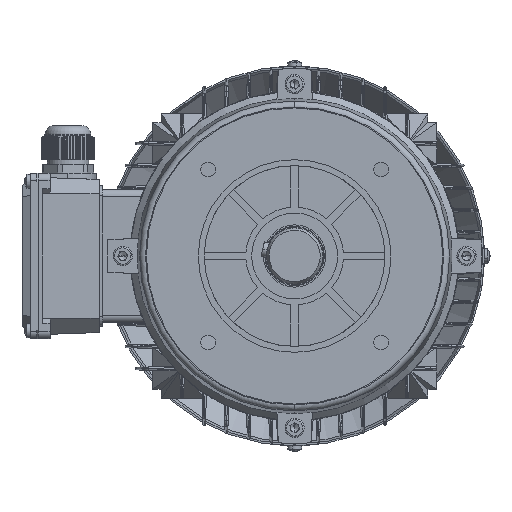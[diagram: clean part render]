
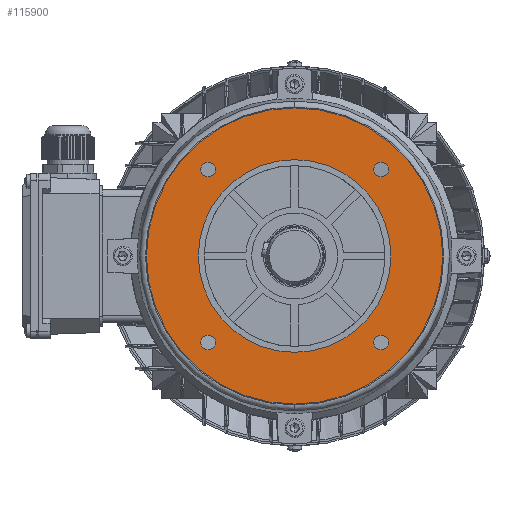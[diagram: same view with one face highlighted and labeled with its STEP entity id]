
A CAD part, left-side view. The second image highlights one B-rep face of the part: STEP entity #115900.
In plain terms, the highlighted face is planar.
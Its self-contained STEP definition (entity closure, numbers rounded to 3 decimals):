
#51467 = CARTESIAN_POINT ( 'NONE',  ( 53.336, 58.336, 27.689 ) ) ;
#56785 = CARTESIAN_POINT ( 'NONE',  ( -63.336, 58.336, 27.689 ) ) ;
#56840 = CARTESIAN_POINT ( 'NONE',  ( -53.336, 58.336, 27.689 ) ) ;
#56841 = DIRECTION ( 'NONE',  ( 1., 0., 0. ) ) ;
#56842 = DIRECTION ( 'NONE',  ( 0., 0., 1. ) ) ;
#56843 = CARTESIAN_POINT ( 'NONE',  ( -58.336, 58.336, 27.689 ) ) ;
#56844 = AXIS2_PLACEMENT_3D ( 'NONE', #56843, #56842, #56841 ) ;
#56845 = CIRCLE ( 'NONE', #56844, 5. ) ;
#56881 = CARTESIAN_POINT ( 'NONE',  ( -63.336, -58.336, 27.689 ) ) ;
#56936 = CARTESIAN_POINT ( 'NONE',  ( -53.336, -58.336, 27.689 ) ) ;
#56937 = DIRECTION ( 'NONE',  ( 1., 0., 0. ) ) ;
#56938 = DIRECTION ( 'NONE',  ( 0., 0., 1. ) ) ;
#56939 = CARTESIAN_POINT ( 'NONE',  ( -58.336, -58.336, 27.689 ) ) ;
#56940 = AXIS2_PLACEMENT_3D ( 'NONE', #56939, #56938, #56937 ) ;
#56941 = CIRCLE ( 'NONE', #56940, 5. ) ;
#56956 = CARTESIAN_POINT ( 'NONE',  ( 63.336, 58.336, 27.689 ) ) ;
#56970 = CARTESIAN_POINT ( 'NONE',  ( 53.336, -58.336, 27.689 ) ) ;
#56973 = CARTESIAN_POINT ( 'NONE',  ( 63.336, -58.336, 27.689 ) ) ;
#56974 = DIRECTION ( 'NONE',  ( 1., 0., 0. ) ) ;
#56975 = DIRECTION ( 'NONE',  ( 0., 0., 1. ) ) ;
#56976 = AXIS2_PLACEMENT_3D ( 'NONE', #56981, #56975, #56974 ) ;
#56977 = CIRCLE ( 'NONE', #56976, 5. ) ;
#56981 = CARTESIAN_POINT ( 'NONE',  ( 58.336, -58.336, 27.689 ) ) ;
#57081 = DIRECTION ( 'NONE',  ( 1., 0., 0. ) ) ;
#57082 = DIRECTION ( 'NONE',  ( 0., 0., 1. ) ) ;
#57083 = CARTESIAN_POINT ( 'NONE',  ( 58.336, 58.336, 27.689 ) ) ;
#57084 = AXIS2_PLACEMENT_3D ( 'NONE', #57083, #57082, #57081 ) ;
#57085 = CIRCLE ( 'NONE', #57084, 5. ) ;
#57238 = CARTESIAN_POINT ( 'NONE',  ( -65., 0., 27.689 ) ) ;
#57244 = DIRECTION ( 'NONE',  ( -1., 0., 0. ) ) ;
#57245 = DIRECTION ( 'NONE',  ( 0., 0., -1. ) ) ;
#57246 = CARTESIAN_POINT ( 'NONE',  ( 0., 0., 27.689 ) ) ;
#57247 = AXIS2_PLACEMENT_3D ( 'NONE', #57246, #57245, #57244 ) ;
#57248 = CIRCLE ( 'NONE', #57247, 65. ) ;
#57249 = CARTESIAN_POINT ( 'NONE',  ( 65., 0., 27.689 ) ) ;
#57280 = CARTESIAN_POINT ( 'NONE',  ( -100., 0., 27.689 ) ) ;
#57281 = DIRECTION ( 'NONE',  ( -1., 0., 0. ) ) ;
#57282 = DIRECTION ( 'NONE',  ( 0., 0., -1. ) ) ;
#57283 = AXIS2_PLACEMENT_3D ( 'NONE', #57288, #57282, #57281 ) ;
#57284 = CIRCLE ( 'NONE', #57283, 100. ) ;
#57288 = CARTESIAN_POINT ( 'NONE',  ( 0., 0., 27.689 ) ) ;
#57305 = CARTESIAN_POINT ( 'NONE',  ( 100., 0., 27.689 ) ) ;
#61857 = DIRECTION ( 'NONE',  ( -1., 0., 0. ) ) ;
#61858 = DIRECTION ( 'NONE',  ( 0., 0., -1. ) ) ;
#61859 = AXIS2_PLACEMENT_3D ( 'NONE', #61865, #61858, #61857 ) ;
#61860 = CIRCLE ( 'NONE', #61859, 100. ) ;
#61865 = CARTESIAN_POINT ( 'NONE',  ( 0., 0., 27.689 ) ) ;
#61876 = DIRECTION ( 'NONE',  ( 1., 0., 0. ) ) ;
#61877 = DIRECTION ( 'NONE',  ( 0., 0., 1. ) ) ;
#61878 = CARTESIAN_POINT ( 'NONE',  ( -58.336, -58.336, 27.689 ) ) ;
#61879 = AXIS2_PLACEMENT_3D ( 'NONE', #61878, #61877, #61876 ) ;
#61880 = CIRCLE ( 'NONE', #61879, 5. ) ;
#61901 = DIRECTION ( 'NONE',  ( 1., 0., 0. ) ) ;
#61902 = DIRECTION ( 'NONE',  ( 0., 0., 1. ) ) ;
#61903 = CARTESIAN_POINT ( 'NONE',  ( 58.336, -58.336, 27.689 ) ) ;
#61904 = AXIS2_PLACEMENT_3D ( 'NONE', #61903, #61902, #61901 ) ;
#61905 = CIRCLE ( 'NONE', #61904, 5. ) ;
#61953 = DIRECTION ( 'NONE',  ( 1., 0., 0. ) ) ;
#61954 = DIRECTION ( 'NONE',  ( 0., 0., 1. ) ) ;
#61955 = AXIS2_PLACEMENT_3D ( 'NONE', #61957, #61954, #61953 ) ;
#61957 = CARTESIAN_POINT ( 'NONE',  ( -100., 0., 27.689 ) ) ;
#61958 = PLANE ( 'NONE',  #61955 ) ;
#61959 = FACE_OUTER_BOUND ( 'NONE', #115859, .T. ) ;
#61960 = FACE_BOUND ( 'NONE', #115978, .T. ) ;
#61961 = FACE_BOUND ( 'NONE', #115831, .T. ) ;
#61962 = FACE_BOUND ( 'NONE', #115816, .T. ) ;
#61963 = FACE_BOUND ( 'NONE', #115788, .T. ) ;
#61967 = FACE_BOUND ( 'NONE', #115907, .T. ) ;
#61992 = DIRECTION ( 'NONE',  ( 1., 0., 0. ) ) ;
#61993 = DIRECTION ( 'NONE',  ( 0., 0., 1. ) ) ;
#61994 = CARTESIAN_POINT ( 'NONE',  ( -58.336, 58.336, 27.689 ) ) ;
#61995 = AXIS2_PLACEMENT_3D ( 'NONE', #61994, #61993, #61992 ) ;
#61996 = CIRCLE ( 'NONE', #61995, 5. ) ;
#62047 = DIRECTION ( 'NONE',  ( 1., 0., 0. ) ) ;
#62048 = DIRECTION ( 'NONE',  ( 0., 0., 1. ) ) ;
#62049 = AXIS2_PLACEMENT_3D ( 'NONE', #62056, #62048, #62047 ) ;
#62050 = CIRCLE ( 'NONE', #62049, 5. ) ;
#62056 = CARTESIAN_POINT ( 'NONE',  ( 58.336, 58.336, 27.689 ) ) ;
#62081 = DIRECTION ( 'NONE',  ( -1., 0., 0. ) ) ;
#62082 = DIRECTION ( 'NONE',  ( 0., 0., -1. ) ) ;
#62083 = AXIS2_PLACEMENT_3D ( 'NONE', #62092, #62082, #62081 ) ;
#62084 = CIRCLE ( 'NONE', #62083, 65. ) ;
#62092 = CARTESIAN_POINT ( 'NONE',  ( 0., 0., 27.689 ) ) ;
#106242 = VERTEX_POINT ( 'NONE', #51467 ) ;
#111004 = VERTEX_POINT ( 'NONE', #56785 ) ;
#111007 = EDGE_CURVE ( 'NONE', #111004, #111012, #56845, .T. ) ;
#111012 = VERTEX_POINT ( 'NONE', #56840 ) ;
#111094 = VERTEX_POINT ( 'NONE', #56881 ) ;
#111102 = EDGE_CURVE ( 'NONE', #111094, #111103, #56941, .T. ) ;
#111103 = VERTEX_POINT ( 'NONE', #56936 ) ;
#111138 = VERTEX_POINT ( 'NONE', #56970 ) ;
#111148 = VERTEX_POINT ( 'NONE', #56956 ) ;
#111200 = EDGE_CURVE ( 'NONE', #111138, #111204, #56977, .T. ) ;
#111204 = VERTEX_POINT ( 'NONE', #56973 ) ;
#111295 = EDGE_CURVE ( 'NONE', #106242, #111148, #57085, .T. ) ;
#111447 = VERTEX_POINT ( 'NONE', #57249 ) ;
#111457 = EDGE_CURVE ( 'NONE', #111459, #111447, #57248, .T. ) ;
#111459 = VERTEX_POINT ( 'NONE', #57238 ) ;
#111477 = EDGE_CURVE ( 'NONE', #111478, #111538, #57284, .T. ) ;
#111478 = VERTEX_POINT ( 'NONE', #57280 ) ;
#111538 = VERTEX_POINT ( 'NONE', #57305 ) ;
#115768 = EDGE_CURVE ( 'NONE', #111538, #111478, #61860, .T. ) ;
#115783 = ORIENTED_EDGE ( 'NONE', *, *, #111007, .F. ) ;
#115788 = EDGE_LOOP ( 'NONE', ( #115796, #115811 ) ) ;
#115796 = ORIENTED_EDGE ( 'NONE', *, *, #115798, .F. ) ;
#115798 = EDGE_CURVE ( 'NONE', #111103, #111094, #61880, .T. ) ;
#115811 = ORIENTED_EDGE ( 'NONE', *, *, #111102, .F. ) ;
#115816 = EDGE_LOOP ( 'NONE', ( #115823, #115950 ) ) ;
#115823 = ORIENTED_EDGE ( 'NONE', *, *, #115830, .F. ) ;
#115830 = EDGE_CURVE ( 'NONE', #111204, #111138, #61905, .T. ) ;
#115831 = EDGE_LOOP ( 'NONE', ( #115959, #115972 ) ) ;
#115859 = EDGE_LOOP ( 'NONE', ( #115864, #115873 ) ) ;
#115864 = ORIENTED_EDGE ( 'NONE', *, *, #111477, .F. ) ;
#115873 = ORIENTED_EDGE ( 'NONE', *, *, #115768, .F. ) ;
#115900 = ADVANCED_FACE ( 'NONE', ( #61967, #61963, #61962, #61961, #61960, #61959 ), #61958, .T. ) ;
#115907 = EDGE_LOOP ( 'NONE', ( #115914, #115783 ) ) ;
#115914 = ORIENTED_EDGE ( 'NONE', *, *, #115920, .F. ) ;
#115920 = EDGE_CURVE ( 'NONE', #111012, #111004, #61996, .T. ) ;
#115950 = ORIENTED_EDGE ( 'NONE', *, *, #111200, .F. ) ;
#115959 = ORIENTED_EDGE ( 'NONE', *, *, #115967, .F. ) ;
#115967 = EDGE_CURVE ( 'NONE', #111148, #106242, #62050, .T. ) ;
#115972 = ORIENTED_EDGE ( 'NONE', *, *, #111295, .F. ) ;
#115978 = EDGE_LOOP ( 'NONE', ( #115983, #115994 ) ) ;
#115983 = ORIENTED_EDGE ( 'NONE', *, *, #111457, .T. ) ;
#115994 = ORIENTED_EDGE ( 'NONE', *, *, #115997, .T. ) ;
#115997 = EDGE_CURVE ( 'NONE', #111447, #111459, #62084, .T. ) ;
